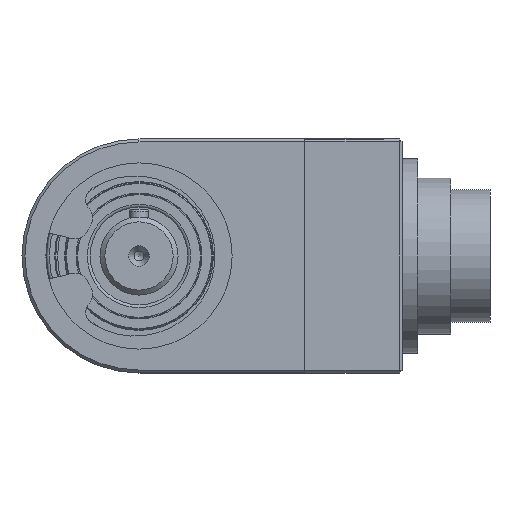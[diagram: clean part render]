
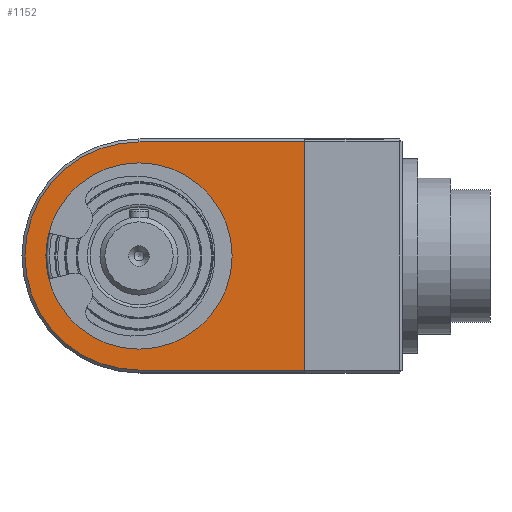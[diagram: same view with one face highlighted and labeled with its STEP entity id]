
A CAD part, left-side view. The second image highlights one B-rep face of the part: STEP entity #1152.
In plain terms, the highlighted face is planar.
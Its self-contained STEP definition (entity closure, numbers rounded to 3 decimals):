
#1152 = ADVANCED_FACE( '', ( #2283, #2284 ), #2285, .T. );
#2283 = FACE_OUTER_BOUND( '', #3576, .T. );
#2284 = FACE_BOUND( '', #3577, .T. );
#2285 = PLANE( '', #3578 );
#3576 = EDGE_LOOP( '', ( #5358, #5359, #5360, #5361 ) );
#3577 = EDGE_LOOP( '', ( #5362 ) );
#3578 = AXIS2_PLACEMENT_3D( '', #5363, #5364, #5365 );
#5358 = ORIENTED_EDGE( '', *, *, #7007, .T. );
#5359 = ORIENTED_EDGE( '', *, *, #6617, .T. );
#5360 = ORIENTED_EDGE( '', *, *, #7052, .T. );
#5361 = ORIENTED_EDGE( '', *, *, #6889, .T. );
#5362 = ORIENTED_EDGE( '', *, *, #6694, .T. );
#5363 = CARTESIAN_POINT( '', ( 45.5, 0., 0. ) );
#5364 = DIRECTION( '', ( 1., 0., 0. ) );
#5365 = DIRECTION( '', ( 0., 1., 0. ) );
#6617 = EDGE_CURVE( '', #7487, #7492, #7494, .T. );
#6694 = EDGE_CURVE( '', #7622, #7622, #7623, .T. );
#6889 = EDGE_CURVE( '', #7928, #7932, #7934, .T. );
#7007 = EDGE_CURVE( '', #7932, #7487, #8113, .T. );
#7052 = EDGE_CURVE( '', #7492, #7928, #8180, .T. );
#7487 = VERTEX_POINT( '', #8723 );
#7492 = VERTEX_POINT( '', #8730 );
#7494 = LINE( '', #8733, #8734 );
#7622 = VERTEX_POINT( '', #8886 );
#7623 = CIRCLE( '', #8887, 9.55 );
#7928 = VERTEX_POINT( '', #9412 );
#7932 = VERTEX_POINT( '', #9418 );
#7934 = LINE( '', #9421, #9422 );
#8113 = CIRCLE( '', #9677, 11.7 );
#8180 = LINE( '', #9750, #9751 );
#8723 = CARTESIAN_POINT( '', ( 45.5, 11.7, 0. ) );
#8730 = CARTESIAN_POINT( '', ( 45.5, 11.7, 17. ) );
#8733 = CARTESIAN_POINT( '', ( 45.5, 11.7, 17. ) );
#8734 = VECTOR( '', #10362, 1000. );
#8886 = CARTESIAN_POINT( '', ( 45.5, 9.55, 0. ) );
#8887 = AXIS2_PLACEMENT_3D( '', #10485, #10486, #10487 );
#9412 = CARTESIAN_POINT( '', ( 45.5, -11.7, 17. ) );
#9418 = CARTESIAN_POINT( '', ( 45.5, -11.7, 0. ) );
#9421 = CARTESIAN_POINT( '', ( 45.5, -11.7, 0. ) );
#9422 = VECTOR( '', #10752, 1000. );
#9677 = AXIS2_PLACEMENT_3D( '', #10897, #10898, #10899 );
#9750 = CARTESIAN_POINT( '', ( 45.5, -12., 17. ) );
#9751 = VECTOR( '', #10981, 1000. );
#10362 = DIRECTION( '', ( 0., 0., 1. ) );
#10485 = CARTESIAN_POINT( '', ( 45.5, 0., 0. ) );
#10486 = DIRECTION( '', ( -1., 0., 0. ) );
#10487 = DIRECTION( '', ( 0., 1., 0. ) );
#10752 = DIRECTION( '', ( 0., 0., -1. ) );
#10897 = CARTESIAN_POINT( '', ( 45.5, 0., 0. ) );
#10898 = DIRECTION( '', ( 1., 0., 0. ) );
#10899 = DIRECTION( '', ( 0., 1., 0. ) );
#10981 = DIRECTION( '', ( 0., -1., 0. ) );
